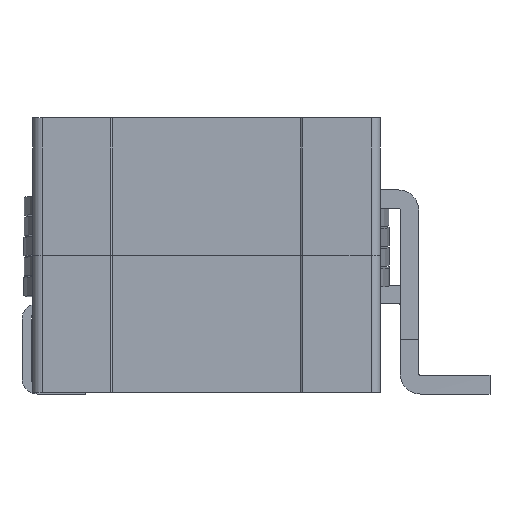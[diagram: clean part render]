
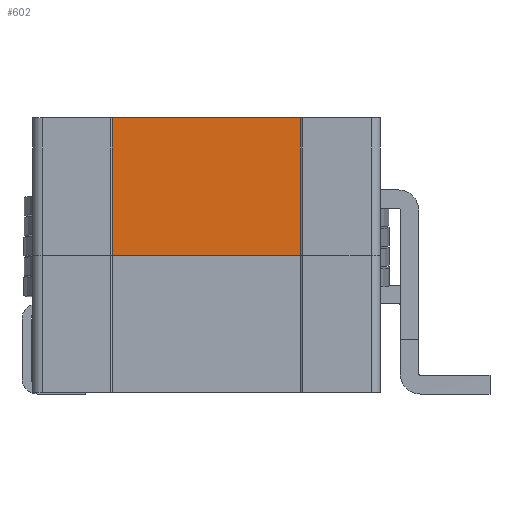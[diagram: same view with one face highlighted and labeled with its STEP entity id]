
A CAD part, left-side view. The second image highlights one B-rep face of the part: STEP entity #602.
In plain terms, the highlighted planar face has unit normal (-1, 0, 0).
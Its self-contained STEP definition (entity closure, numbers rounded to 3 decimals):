
#602 = ADVANCED_FACE( '', ( #1243 ), #1244, .F. );
#1243 = FACE_OUTER_BOUND( '', #2226, .T. );
#1244 = PLANE( '', #2227 );
#2226 = EDGE_LOOP( '', ( #4062, #4063, #4064, #4065 ) );
#2227 = AXIS2_PLACEMENT_3D( '', #4066, #4067, #4068 );
#4062 = ORIENTED_EDGE( '', *, *, #5641, .T. );
#4063 = ORIENTED_EDGE( '', *, *, #5341, .F. );
#4064 = ORIENTED_EDGE( '', *, *, #5642, .F. );
#4065 = ORIENTED_EDGE( '', *, *, #5643, .T. );
#4066 = CARTESIAN_POINT( '', ( -12.85, 5.15, 7.5 ) );
#4067 = DIRECTION( '', ( 1., 0., 0. ) );
#4068 = DIRECTION( '', ( 0., 0., -1. ) );
#5341 = EDGE_CURVE( '', #6400, #6395, #6402, .T. );
#5641 = EDGE_CURVE( '', #6832, #6395, #6833, .T. );
#5642 = EDGE_CURVE( '', #6834, #6400, #6835, .T. );
#5643 = EDGE_CURVE( '', #6834, #6832, #6836, .T. );
#6395 = VERTEX_POINT( '', #8022 );
#6400 = VERTEX_POINT( '', #8029 );
#6402 = LINE( '', #8032, #8033 );
#6832 = VERTEX_POINT( '', #9203 );
#6833 = LINE( '', #9204, #9205 );
#6834 = VERTEX_POINT( '', #9206 );
#6835 = LINE( '', #9207, #9208 );
#6836 = LINE( '', #9209, #9210 );
#8022 = CARTESIAN_POINT( '', ( -12.85, -5.15, 0. ) );
#8029 = CARTESIAN_POINT( '', ( -12.85, -5.15, 7.5 ) );
#8032 = CARTESIAN_POINT( '', ( -12.85, -5.15, 7.5 ) );
#8033 = VECTOR( '', #10007, 1000. );
#9203 = CARTESIAN_POINT( '', ( -12.85, 5.15, 0. ) );
#9204 = CARTESIAN_POINT( '', ( -12.85, 5.15, 0. ) );
#9205 = VECTOR( '', #10253, 1000. );
#9206 = CARTESIAN_POINT( '', ( -12.85, 5.15, 7.5 ) );
#9207 = CARTESIAN_POINT( '', ( -12.85, 5.15, 7.5 ) );
#9208 = VECTOR( '', #10254, 1000. );
#9209 = CARTESIAN_POINT( '', ( -12.85, 5.15, 7.5 ) );
#9210 = VECTOR( '', #10255, 1000. );
#10007 = DIRECTION( '', ( 0., 0., -1. ) );
#10253 = DIRECTION( '', ( 0., -1., 0. ) );
#10254 = DIRECTION( '', ( 0., -1., 0. ) );
#10255 = DIRECTION( '', ( 0., 0., -1. ) );
